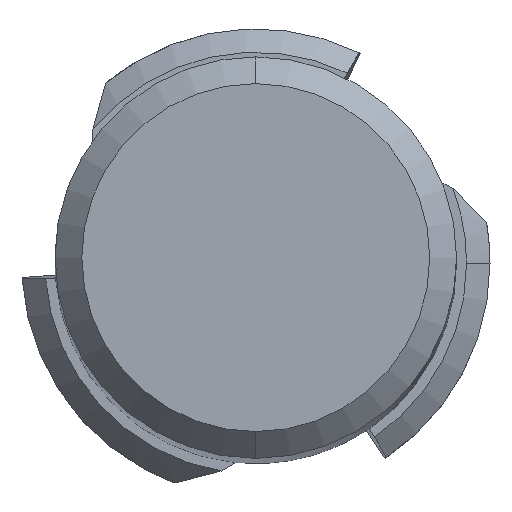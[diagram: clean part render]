
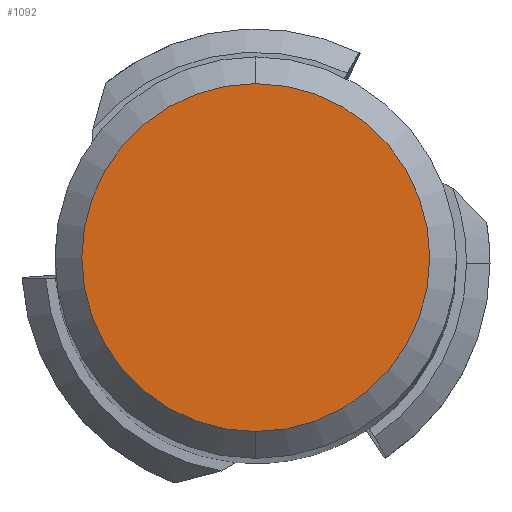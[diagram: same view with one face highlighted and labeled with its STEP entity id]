
A CAD part, top view. The second image highlights one B-rep face of the part: STEP entity #1092.
In plain terms, the highlighted planar face has unit normal (0, 0, 1).
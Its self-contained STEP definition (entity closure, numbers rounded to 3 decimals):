
#768=EDGE_CURVE('',#1078,#1164,#1660,.T.);
#1078=VERTEX_POINT('',#1997);
#1092=ADVANCED_FACE('',(#2012),#2013,.T.);
#1164=VERTEX_POINT('',#2091);
#1258=EDGE_CURVE('',#1164,#1078,#2191,.T.);
#1660=CIRCLE('',#2985,2.6);
#1997=CARTESIAN_POINT('',(0.,-2.6,0.0));
#2012=FACE_OUTER_BOUND('',#3809,.T.);
#2013=PLANE('',#3810);
#2091=CARTESIAN_POINT('',(0.0,2.6,0.0));
#2191=CIRCLE('',#4110,2.6);
#2985=AXIS2_PLACEMENT_3D('',#4621,#4622,#4623);
#3809=EDGE_LOOP('',(#5020,#5021));
#3810=AXIS2_PLACEMENT_3D('',#5022,#5023,#5024);
#4110=AXIS2_PLACEMENT_3D('',#5192,#5193,#5194);
#4621=CARTESIAN_POINT('',(0.0,0.0,0.0));
#4622=DIRECTION('',(0.0,0.0,-1.0));
#4623=DIRECTION('',(0.0,1.0,0.0));
#5020=ORIENTED_EDGE('',*,*,#1258,.F.);
#5021=ORIENTED_EDGE('',*,*,#768,.F.);
#5022=CARTESIAN_POINT('',(0.0,1.3,0.0));
#5023=DIRECTION('',(-0.0,0.0,1.0));
#5024=DIRECTION('',(0.0,-1.0,0.0));
#5192=CARTESIAN_POINT('',(0.0,0.0,0.0));
#5193=DIRECTION('',(0.0,0.0,-1.0));
#5194=DIRECTION('',(0.0,1.0,0.0));
